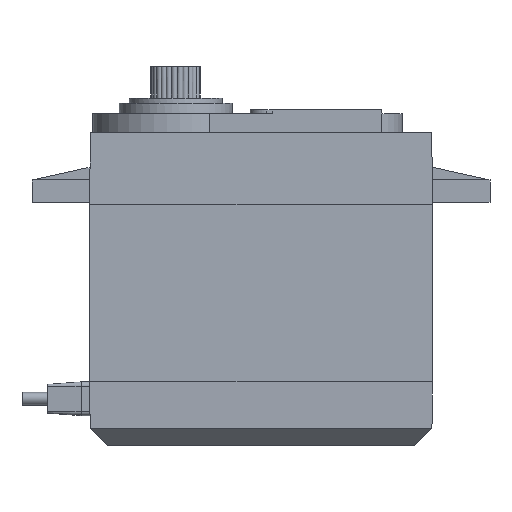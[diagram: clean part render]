
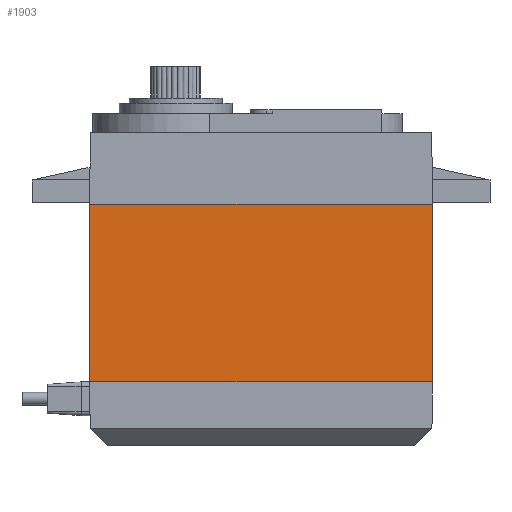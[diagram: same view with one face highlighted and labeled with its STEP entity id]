
A CAD part, front view. The second image highlights one B-rep face of the part: STEP entity #1903.
In plain terms, the highlighted free-form (B-spline) face has degree [1, 1] with [2, 2] control points.
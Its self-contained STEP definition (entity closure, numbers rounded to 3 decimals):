
#1811 = VERTEX_POINT('',#1812);
#1812 = CARTESIAN_POINT('',(43.769,-14.614,
    -12.238));
#1817 = EDGE_CURVE('',#1818,#1811,#1820,.T.);
#1818 = VERTEX_POINT('',#1819);
#1819 = CARTESIAN_POINT('',(43.769,-14.614,
    -42.473));
#1820 = B_SPLINE_CURVE_WITH_KNOTS('',1,(#1821,#1822),.UNSPECIFIED.,.F.,
  .F.,(2,2),(7.5,28.5),.PIECEWISE_BEZIER_KNOTS.);
#1821 = CARTESIAN_POINT('',(43.769,-14.614,
    -42.473));
#1822 = CARTESIAN_POINT('',(43.769,-14.614,
    -12.238));
#1837 = EDGE_CURVE('',#1838,#1840,#1842,.T.);
#1838 = VERTEX_POINT('',#1839);
#1839 = CARTESIAN_POINT('',(-14.686,-14.614,
    -42.473));
#1840 = VERTEX_POINT('',#1841);
#1841 = CARTESIAN_POINT('',(-14.686,-14.614,
    -12.238));
#1842 = B_SPLINE_CURVE_WITH_KNOTS('',1,(#1843,#1844),.UNSPECIFIED.,.F.,
  .F.,(2,2),(7.5,28.5),.PIECEWISE_BEZIER_KNOTS.);
#1843 = CARTESIAN_POINT('',(-14.686,-14.614,
    -42.473));
#1844 = CARTESIAN_POINT('',(-14.686,-14.614,
    -12.238));
#1903 = ADVANCED_FACE('',(#1904),#1918,.T.);
#1904 = FACE_BOUND('',#1905,.T.);
#1905 = EDGE_LOOP('',(#1906,#1907,#1912,#1913));
#1906 = ORIENTED_EDGE('',*,*,#1817,.T.);
#1907 = ORIENTED_EDGE('',*,*,#1908,.T.);
#1908 = EDGE_CURVE('',#1811,#1840,#1909,.T.);
#1909 = B_SPLINE_CURVE_WITH_KNOTS('',1,(#1910,#1911),.UNSPECIFIED.,.F.,
  .F.,(2,2),(-40.6,0.),.PIECEWISE_BEZIER_KNOTS.);
#1910 = CARTESIAN_POINT('',(43.769,-14.614,
    -12.238));
#1911 = CARTESIAN_POINT('',(-14.686,-14.614,
    -12.238));
#1912 = ORIENTED_EDGE('',*,*,#1837,.F.);
#1913 = ORIENTED_EDGE('',*,*,#1914,.T.);
#1914 = EDGE_CURVE('',#1838,#1818,#1915,.T.);
#1915 = B_SPLINE_CURVE_WITH_KNOTS('',1,(#1916,#1917),.UNSPECIFIED.,.F.,
  .F.,(2,2),(0.,40.6),.PIECEWISE_BEZIER_KNOTS.);
#1916 = CARTESIAN_POINT('',(-14.686,-14.614,
    -42.473));
#1917 = CARTESIAN_POINT('',(43.769,-14.614,
    -42.473));
#1918 = B_SPLINE_SURFACE_WITH_KNOTS('',1,1,(
    (#1919,#1920)
    ,(#1921,#1922
    )),.UNSPECIFIED.,.F.,.F.,.F.,(2,2),(2,2),(0.,40.6),(7.5,
    28.5),.PIECEWISE_BEZIER_KNOTS.);
#1919 = CARTESIAN_POINT('',(-14.686,-14.614,
    -42.473));
#1920 = CARTESIAN_POINT('',(-14.686,-14.614,
    -12.238));
#1921 = CARTESIAN_POINT('',(43.769,-14.614,
    -42.473));
#1922 = CARTESIAN_POINT('',(43.769,-14.614,
    -12.238));
